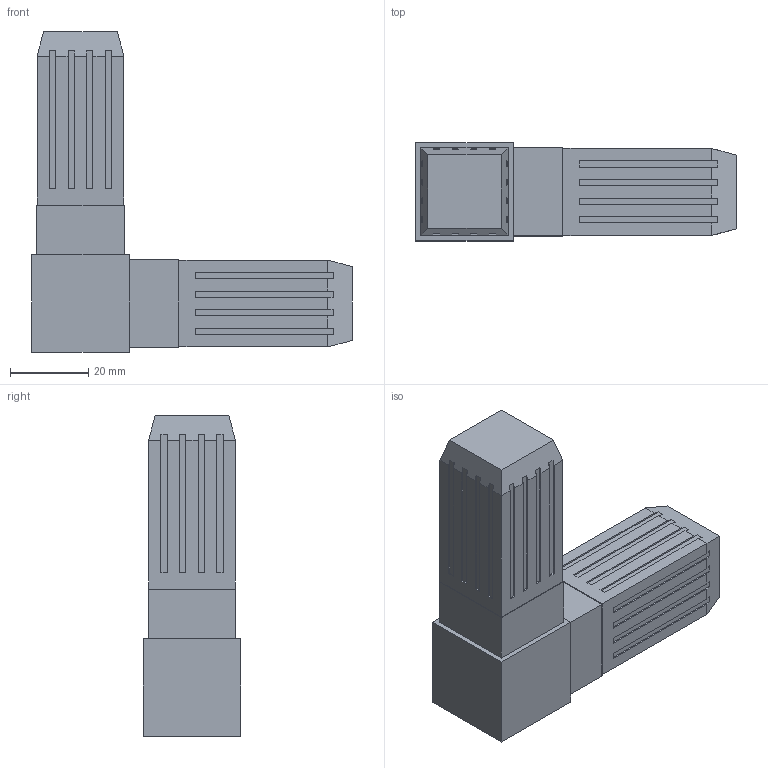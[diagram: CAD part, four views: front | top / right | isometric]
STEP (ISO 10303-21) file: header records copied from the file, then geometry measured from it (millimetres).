
FILE_DESCRIPTION(('STEP AP214'),'1');
FILE_NAME('100-300-S.stp','2014-07-06T20:44:44',(' '),(' '),'Spatial InterOp 3D',' ',' ');
FILE_SCHEMA(('automotive_design'));
Length unit declared in the file: metre
Products named in the file (2): 1; 2
Bounding box: 82.22 x 25.07 x 82.22 mm (x, y, z)
Volume: 71177.2 mm3; surface area: 14514.3 mm2
Topology: 1 solids, 1 shells, 162 faces, 460 edges, 305 vertices
Faces by surface type: plane 162
Entity records: 6472 total; most frequent: CARTESIAN_POINT 929, ORIENTED_EDGE 920, DIRECTION 788, EDGE_CURVE 460, LINE 460, VECTOR 460, VERTEX_POINT 304, EDGE_LOOP 166
